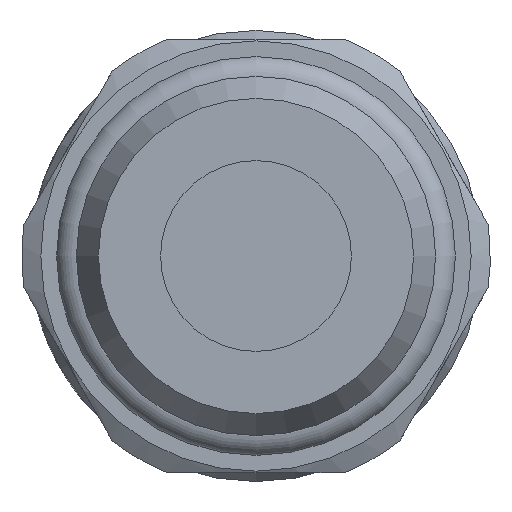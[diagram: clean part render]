
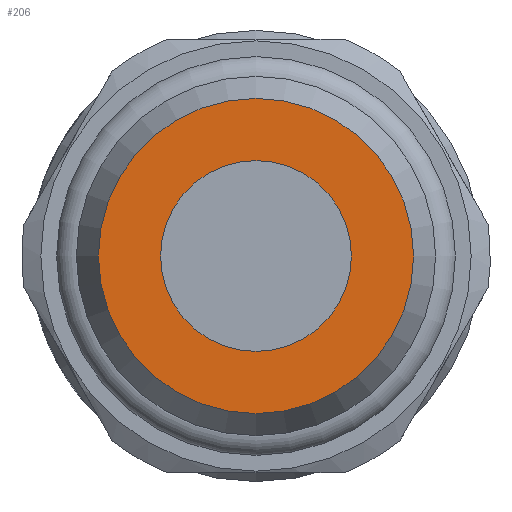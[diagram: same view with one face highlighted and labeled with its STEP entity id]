
A CAD part, left-side view. The second image highlights one B-rep face of the part: STEP entity #206.
In plain terms, the highlighted planar face has unit normal (-1, 0, 0).
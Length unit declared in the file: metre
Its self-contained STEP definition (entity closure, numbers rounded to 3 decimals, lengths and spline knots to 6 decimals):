
#206 = ADVANCED_FACE( 'NONE', ( #496, #497 ), #498, .T. );
#496 = FACE_OUTER_BOUND( '', #887, .T. );
#497 = FACE_BOUND( '', #888, .T. );
#498 = PLANE( '', #889 );
#887 = EDGE_LOOP( '', ( #1481 ) );
#888 = EDGE_LOOP( '', ( #1482 ) );
#889 = AXIS2_PLACEMENT_3D( '', #1483, #1484, #1485 );
#1481 = ORIENTED_EDGE( '', *, *, #2343, .T. );
#1482 = ORIENTED_EDGE( '', *, *, #2344, .F. );
#1483 = CARTESIAN_POINT( '', ( -0.064, 0., 0. ) );
#1484 = DIRECTION( '', ( -1., 0., 0. ) );
#1485 = DIRECTION( '', ( 0., 0., 1. ) );
#2343 = EDGE_CURVE( 'NONE', #2857, #2857, #2858, .T. );
#2344 = EDGE_CURVE( 'NONE', #2859, #2859, #2860, .T. );
#2857 = VERTEX_POINT( '', #3959 );
#2858 = CIRCLE( '', #3960, 0.00908 );
#2859 = VERTEX_POINT( '', #3961 );
#2860 = CIRCLE( '', #3962, 0.0055 );
#3959 = CARTESIAN_POINT( '', ( -0.064, -0.00908, 0. ) );
#3960 = AXIS2_PLACEMENT_3D( '', #4735, #4736, #4737 );
#3961 = CARTESIAN_POINT( '', ( -0.064, 0., -0.0055 ) );
#3962 = AXIS2_PLACEMENT_3D( '', #4738, #4739, #4740 );
#4735 = CARTESIAN_POINT( '', ( -0.064, 0., 0. ) );
#4736 = DIRECTION( '', ( -1., 0., 0. ) );
#4737 = DIRECTION( '', ( 0., -1., 0. ) );
#4738 = CARTESIAN_POINT( '', ( -0.064, 0., 0. ) );
#4739 = DIRECTION( '', ( -1., 0., 0. ) );
#4740 = DIRECTION( '', ( 0., 0., -1. ) );
